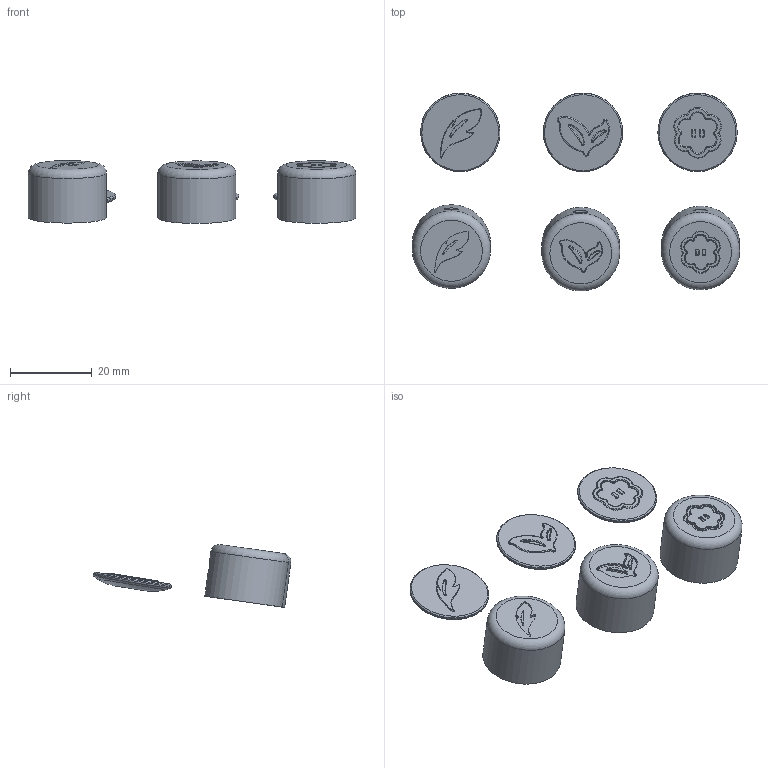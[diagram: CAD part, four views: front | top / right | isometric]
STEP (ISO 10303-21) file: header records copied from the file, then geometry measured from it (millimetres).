
FILE_DESCRIPTION(/* description */ (''),/* implementation_level */ '2;1');
FILE_NAME(/* name */ '旋钮 铭牌10-6.step',/* time_stamp */ '2022-10-06T16:08:36+08:00',/* author */ (''),/* organization */ (''),/* preprocessor_version */ 'ST-DEVELOPER v19',/* originating_system */ 'Autodesk Translation Framework v11.7.0.108',/* authorisation */ '');
FILE_SCHEMA (('AUTOMOTIVE_DESIGN { 1 0 10303 214 3 1 1 }'));
Length unit declared in the file: millimetre
Products named in the file (10): qk75 主体; 旋钮; 羽毛; 花; 芽苗; 铭牌; 铭牌2; 花 (1); 芽苗 (1); 羽毛 (1)
Assembly tree (9 placements, depth 4):
  qk75 主体
    旋钮
      羽毛
      花
      芽苗
    铭牌
      铭牌2
        花 (1)
        芽苗 (1)
        羽毛 (1)
Bounding box: 79.99 x 48.38 x 15.36 mm (x, y, z)
Volume: 10336.3 mm3; surface area: 7058.5 mm2
Topology: 6 solids, 6 shells, 448 faces, 1045 edges, 638 vertices
Faces by surface type: bspline 299, plane 80, cylinder 57, torus 6, cone 6
Full cylindrical faces by diameter (mm): 1.623 x3, 2 x3, 3.6 x3, 6.1 x3, 13.56 x3, 19.1 x3, 19.4 x3
Entity records: 32124 total; most frequent: CARTESIAN_POINT 23485, ORIENTED_EDGE 2088, DIRECTION 1051, EDGE_CURVE 1044, VERTEX_POINT 638, B_SPLINE_CURVE_WITH_KNOTS 527, EDGE_LOOP 484, FACE_OUTER_BOUND 448
